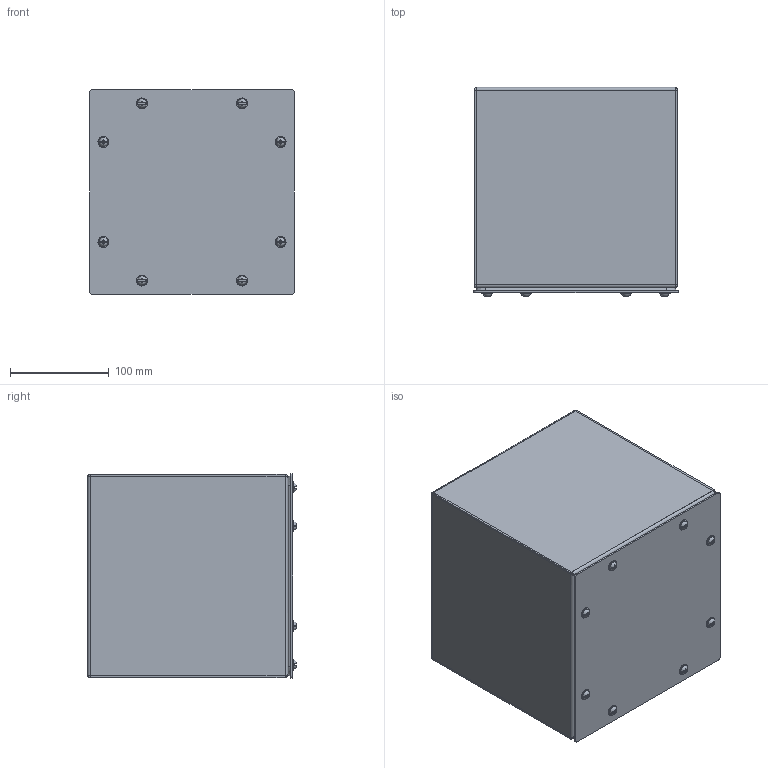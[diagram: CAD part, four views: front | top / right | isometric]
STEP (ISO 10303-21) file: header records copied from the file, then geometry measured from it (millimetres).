
FILE_DESCRIPTION (( 'STEP AP214' ), '1' );
FILE_NAME ('C3SC888GY.STEP', '2023-06-20T18:58:28', ( '' ), ( '' ), 'SwSTEP 2.0', 'SolidWorks 2021', '' );
FILE_SCHEMA (( 'AUTOMOTIVE_DESIGN' ));
Length unit declared in the file: inch
Products named in the file (1): C3SC888GY
Bounding box: 207.98 x 212.01 x 207.98 mm (x, y, z)
Volume: 885020.6 mm3; surface area: 1003133.2 mm2
Topology: 28 solids, 29 shells, 906 faces, 2296 edges, 1488 vertices
Faces by surface type: plane 566, cylinder 168, cone 96, bspline 68, torus 8
Full cylindrical faces by diameter (mm): 3.759 x8, 4.039 x8, 4.064 x8, 4.826 x8, 6.096 x8, 6.35 x8, 6.985 x8, 9.906 x8, 11.176 x8
Entity records: 29563 total; most frequent: CARTESIAN_POINT 8539, ORIENTED_EDGE 4288, DIRECTION 3962, EDGE_CURVE 2144, VERTEX_POINT 1448, AXIS2_PLACEMENT_3D 1371, LINE 1220, VECTOR 1220
